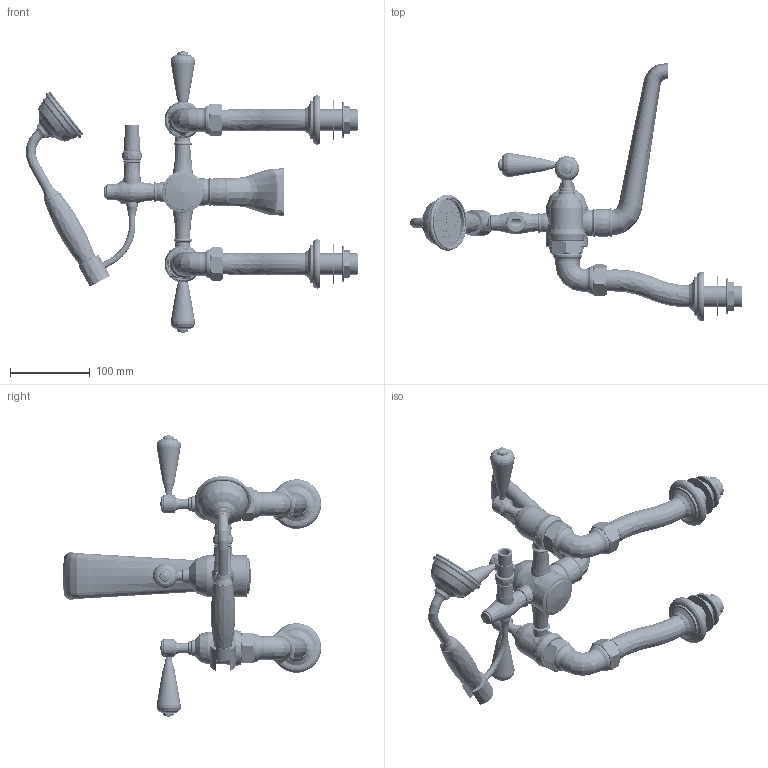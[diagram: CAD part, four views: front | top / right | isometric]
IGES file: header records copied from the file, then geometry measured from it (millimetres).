
Global section: file name: V2K31-SB SC; native system: Autodesk Inventor 2018; preprocessor: unknown; author: aduggalther; date: 20180123.085035; units: millimetre
Bounding box: 415.22 x 323.12 x 352.6 mm (x, y, z)
Volume: 949889.5 mm3; surface area: 448063.3 mm2
Topology: 111 solids, 117 shells, 3226 faces, 9120 edges, 6225 vertices
Faces by surface type: bspline 3226
